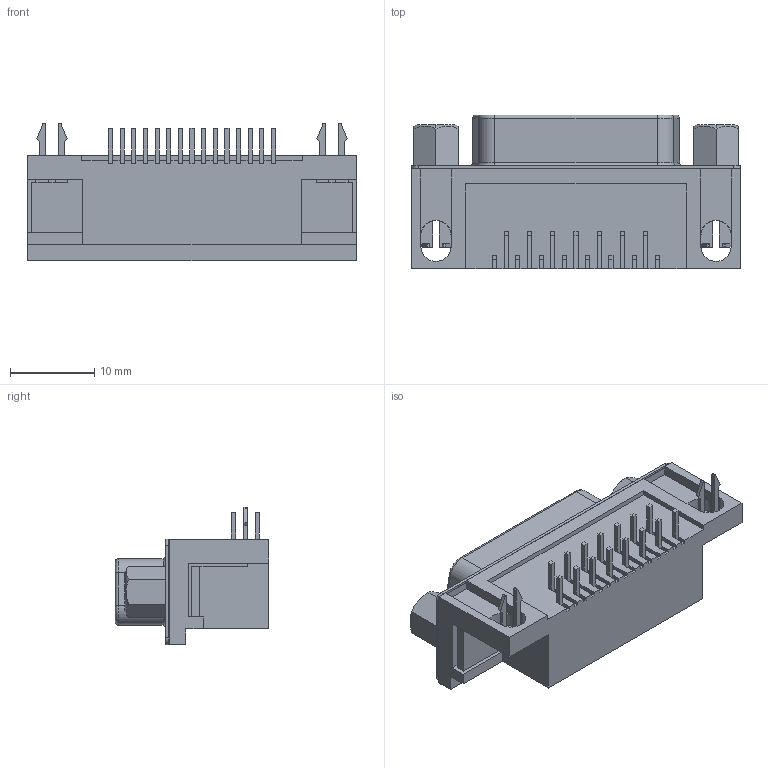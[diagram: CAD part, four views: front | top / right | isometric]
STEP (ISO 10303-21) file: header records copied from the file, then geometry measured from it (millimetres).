
FILE_DESCRIPTION (( 'STEP AP203' ), '1' );
FILE_NAME ('SD15S-RA-PC.STEP', '2011-05-04T12:43:13', ( 'x' ), ( 'Microsoft' ), 'SwSTEP 2.0', 'SolidWorks 2010', '' );
FILE_SCHEMA (( 'CONFIG_CONTROL_DESIGN' ));
Length unit declared in the file: inch
Products named in the file (1): SD15S-RA-PC
Bounding box: 39.14 x 18.3 x 16.35 mm (x, y, z)
Volume: 5308.7 mm3; surface area: 4352.8 mm2
Topology: 1 solids, 1 shells, 462 faces, 1255 edges, 796 vertices
Faces by surface type: plane 334, cylinder 86, cone 30, bspline 8, torus 4
Entity records: 14702 total; most frequent: CARTESIAN_POINT 2816, ORIENTED_EDGE 2510, DIRECTION 2391, EDGE_CURVE 1255, LINE 989, VECTOR 989, VERTEX_POINT 796, AXIS2_PLACEMENT_3D 701
